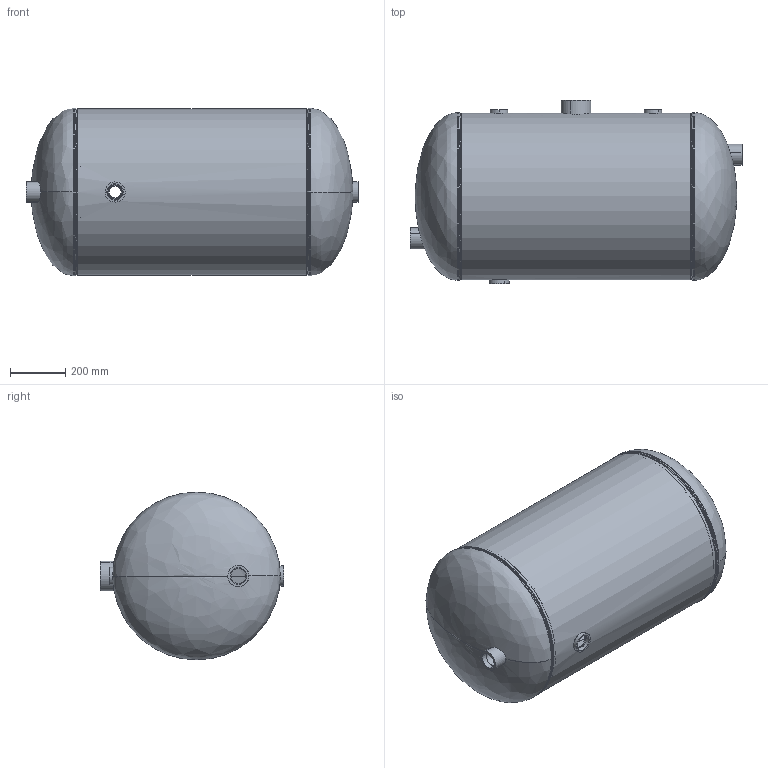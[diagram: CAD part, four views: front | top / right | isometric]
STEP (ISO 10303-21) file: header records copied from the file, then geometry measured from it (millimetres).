
FILE_DESCRIPTION (( 'STEP AP203' ), '1' );
FILE_NAME ('FTA-80.STEP', '2021-03-17T17:43:40', ( '' ), ( '' ), 'SwSTEP 2.0', 'SolidWorks 2021', '' );
FILE_SCHEMA (( 'CONFIG_CONTROL_DESIGN' ));
Length unit declared in the file: inch
Products named in the file (8): Couplings_9500567; 9200140; Couplings_9500577; 9500080; 99B0496; FTA-80; 9500070
Assembly tree (9 placements, depth 2):
  FTA-80
    99B0496
    9200140
    9200140
    9500070  x2
    9500080
    Couplings_9500567  x2
    Couplings_9500577
Bounding box: 1207.24 x 665.96 x 609.6 mm (x, y, z)
Volume: 8969624 mm3; surface area: 5116542.2 mm2
Topology: 9 solids, 9 shells, 157 faces, 369 edges, 229 vertices
Faces by surface type: cylinder 52, cone 36, plane 27, torus 24, bspline 18
Full cylindrical faces by diameter (mm): 600.1 x1, 606.45 x1
Entity records: 10948 total; most frequent: CARTESIAN_POINT 7026, DIRECTION 637, ORIENTED_EDGE 626, EDGE_CURVE 313, AXIS2_PLACEMENT_3D 279, VERTEX_POINT 197, EDGE_LOOP 156, CIRCLE 152
